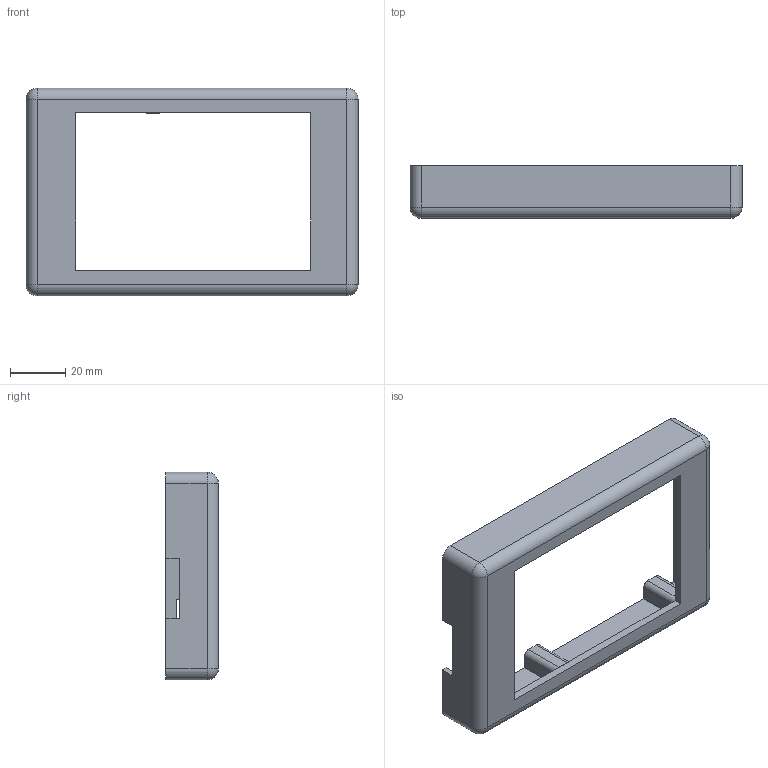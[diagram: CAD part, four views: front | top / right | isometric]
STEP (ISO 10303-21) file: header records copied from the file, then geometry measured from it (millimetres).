
FILE_DESCRIPTION (( 'STEP AP214' ), '1' );
FILE_NAME ('typhone-top.STEP', '2015-04-06T15:25:57', ( '' ), ( '' ), 'SwSTEP 2.0', 'SolidWorks 2015', '' );
FILE_SCHEMA (( 'AUTOMOTIVE_DESIGN' ));
Length unit declared in the file: millimetre
Products named in the file (1): typhone-top
Bounding box: 120 x 19 x 75 mm (x, y, z)
Volume: 26678.9 mm3; surface area: 22811.9 mm2
Topology: 1 solids, 1 shells, 80 faces, 212 edges, 134 vertices
Faces by surface type: plane 48, cylinder 28, sphere 4
Entity records: 2656 total; most frequent: DIRECTION 428, CARTESIAN_POINT 423, ORIENTED_EDGE 416, EDGE_CURVE 208, LINE 150, VECTOR 150, AXIS2_PLACEMENT_3D 139, VERTEX_POINT 134
